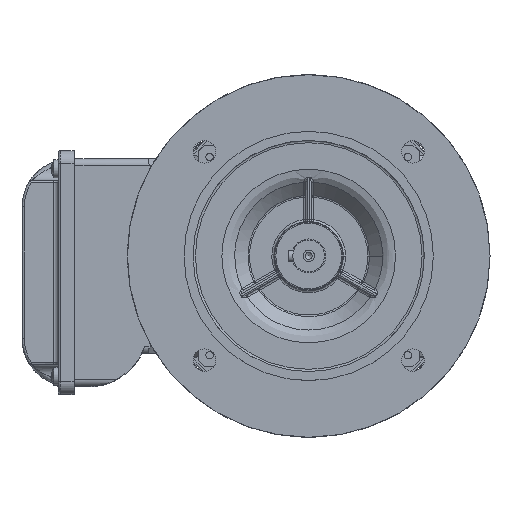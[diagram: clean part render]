
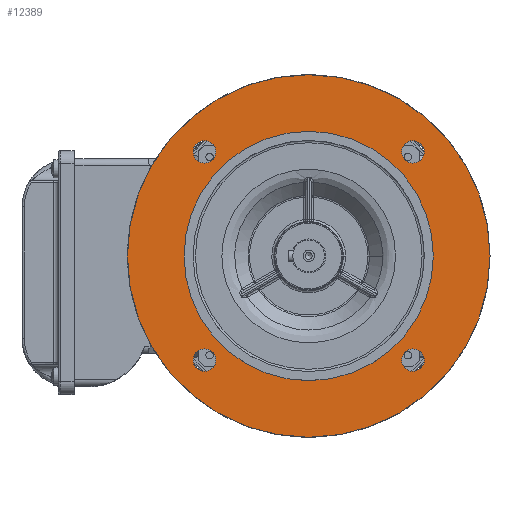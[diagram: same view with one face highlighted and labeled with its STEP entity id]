
A CAD part, top view. The second image highlights one B-rep face of the part: STEP entity #12389.
In plain terms, the highlighted planar face has unit normal (0, 0, 1).
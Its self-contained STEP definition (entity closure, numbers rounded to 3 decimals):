
#5975=FACE_BOUND('',#19514,.T.);
#5976=FACE_BOUND('',#19515,.T.);
#5977=FACE_BOUND('',#19516,.T.);
#5978=FACE_BOUND('',#19517,.T.);
#5979=FACE_BOUND('',#19518,.T.);
#5980=FACE_BOUND('',#19519,.T.);
#7429=CIRCLE('',#57477,5.);
#7498=CIRCLE('',#57576,5.);
#7563=CIRCLE('',#57676,5.);
#7669=CIRCLE('',#57826,5.);
#7670=CIRCLE('',#57828,80.);
#7690=CIRCLE('',#57887,55.);
#12389=ADVANCED_FACE('',(#5975,#5976,#5977,#5978,#5979,#5980),#13846,.T.);
#13846=PLANE('',#57889);
#19514=EDGE_LOOP('',(#33132));
#19515=EDGE_LOOP('',(#33133));
#19516=EDGE_LOOP('',(#33134));
#19517=EDGE_LOOP('',(#33135));
#19518=EDGE_LOOP('',(#33136));
#19519=EDGE_LOOP('',(#33137));
#33132=ORIENTED_EDGE('',*,*,#45974,.F.);
#33133=ORIENTED_EDGE('',*,*,#46368,.F.);
#33134=ORIENTED_EDGE('',*,*,#46369,.T.);
#33135=ORIENTED_EDGE('',*,*,#46456,.F.);
#33136=ORIENTED_EDGE('',*,*,#46122,.F.);
#33137=ORIENTED_EDGE('',*,*,#45819,.F.);
#38869=VERTEX_POINT('',#105468);
#38966=VERTEX_POINT('',#106633);
#39064=VERTEX_POINT('',#107541);
#39206=VERTEX_POINT('',#109442);
#39207=VERTEX_POINT('',#109445);
#39251=VERTEX_POINT('',#110136);
#45819=EDGE_CURVE('',#38869,#38869,#7429,.T.);
#45974=EDGE_CURVE('',#38966,#38966,#7498,.T.);
#46122=EDGE_CURVE('',#39064,#39064,#7563,.T.);
#46368=EDGE_CURVE('',#39206,#39206,#7669,.T.);
#46369=EDGE_CURVE('',#39207,#39207,#7670,.T.);
#46456=EDGE_CURVE('',#39251,#39251,#7690,.T.);
#57477=AXIS2_PLACEMENT_3D('',#105467,#67880,#67881);
#57576=AXIS2_PLACEMENT_3D('',#106632,#68117,#68118);
#57676=AXIS2_PLACEMENT_3D('',#107540,#68360,#68361);
#57826=AXIS2_PLACEMENT_3D('',#109441,#68720,#68721);
#57828=AXIS2_PLACEMENT_3D('',#109444,#68724,#68725);
#57887=AXIS2_PLACEMENT_3D('',#110135,#68871,#68872);
#57889=AXIS2_PLACEMENT_3D('',#110138,#68875,#68876);
#67880=DIRECTION('',(0.,0.,1.));
#67881=DIRECTION('',(1.,0.,0.));
#68117=DIRECTION('',(0.,0.,1.));
#68118=DIRECTION('',(1.,0.,0.));
#68360=DIRECTION('',(0.,0.,1.));
#68361=DIRECTION('',(1.,0.,0.));
#68720=DIRECTION('',(0.,0.,1.));
#68721=DIRECTION('',(1.,0.,0.));
#68724=DIRECTION('',(0.,0.,1.));
#68725=DIRECTION('',(1.,0.,0.));
#68871=DIRECTION('',(0.,0.,1.));
#68872=DIRECTION('',(-1.,0.,0.));
#68875=DIRECTION('',(0.,0.,1.));
#68876=DIRECTION('',(1.,0.,0.));
#105467=CARTESIAN_POINT('',(-45.733,47.996,45.));
#105468=CARTESIAN_POINT('',(-40.733,47.996,45.));
#106632=CARTESIAN_POINT('',(46.19,-43.928,45.));
#106633=CARTESIAN_POINT('',(51.19,-43.928,45.));
#107540=CARTESIAN_POINT('',(46.19,47.996,45.));
#107541=CARTESIAN_POINT('',(51.19,47.996,45.));
#109441=CARTESIAN_POINT('',(-45.733,-43.928,45.));
#109442=CARTESIAN_POINT('',(-40.733,-43.928,45.));
#109444=CARTESIAN_POINT('',(0.229,2.034,45.));
#109445=CARTESIAN_POINT('',(80.229,2.034,45.));
#110135=CARTESIAN_POINT('',(0.229,2.034,45.));
#110136=CARTESIAN_POINT('',(-54.771,2.034,45.));
#110138=CARTESIAN_POINT('',(0.229,2.034,45.));
